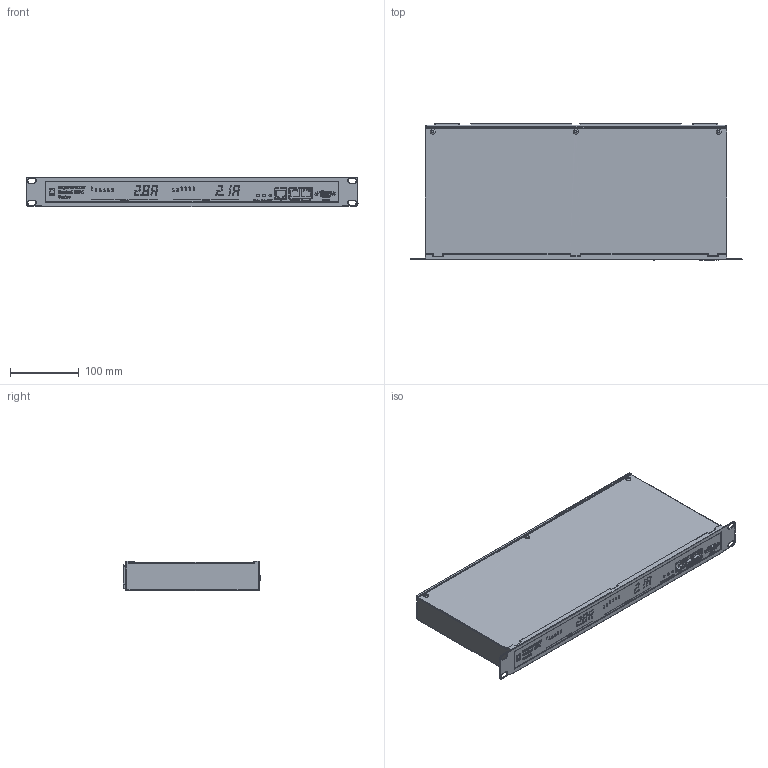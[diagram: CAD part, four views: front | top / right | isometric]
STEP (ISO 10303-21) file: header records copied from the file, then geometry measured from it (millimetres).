
FILE_DESCRIPTION(/* description */ (''),/* implementation_level */ '2;1');
FILE_NAME(/* name */ 'Power_Control_8221-1_v240812 v2.step',/* time_stamp */ '2024-08-12T14:43:56+02:00',/* author */ (''),/* organization */ (''),/* preprocessor_version */ 'ST-DEVELOPER v20',/* originating_system */ 'Autodesk Translation Framework v13.14.0.145',/* authorisation */ '');
FILE_SCHEMA (('AUTOMOTIVE_DESIGN { 1 0 10303 214 3 1 1 }'));
Products named in the file (1): Power_Control_8221-1_v240812
Bounding box: 483 x 200.01 x 43.34 mm (x, y, z)
Volume: 3500732.5 mm3; surface area: 288641.1 mm2
Topology: 164 solids, 164 shells, 4679 faces, 11826 edges, 7565 vertices
Faces by surface type: plane 1862, bspline 1591, cylinder 839, torus 340, sphere 44, cone 3
Full cylindrical faces by diameter (mm): 1.6 x9, 1.65 x2, 2 x2, 6.623 x1
Entity records: 146704 total; most frequent: CARTESIAN_POINT 47510, ORIENTED_EDGE 23618, DIRECTION 16811, EDGE_CURVE 11809, VERTEX_POINT 7565, LINE 6697, VECTOR 6697, AXIS2_PLACEMENT_3D 5057
